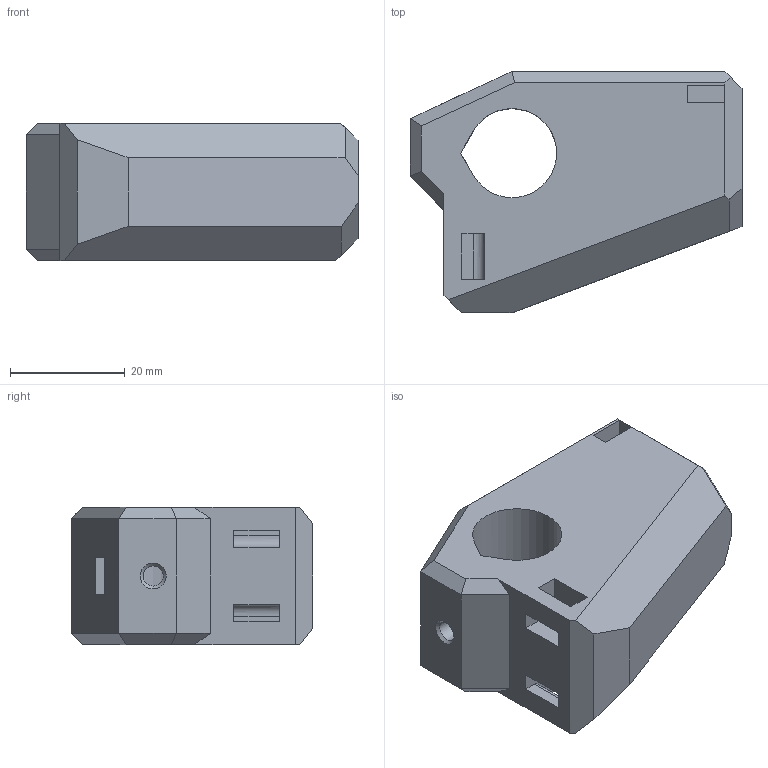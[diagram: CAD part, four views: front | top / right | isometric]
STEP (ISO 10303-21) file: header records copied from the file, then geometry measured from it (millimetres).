
FILE_DESCRIPTION(/* description */ ('STEP AP242','CAx-IF Rec.Pracs.---Representation and Presentation of Product Manufacturing Information (PMI)---4.0---2014-10-13','CAx-IF Rec.Pracs.---3D Tessellated Geometry---0.4---2014-09-14','2;1'),/* implementation_level */ '2;1');
FILE_NAME(/* name */ '680041441409cc4afc0e6075',/* time_stamp */ '2025-04-16T23:46:12Z',/* author */ (''),/* organization */ (''),/* preprocessor_version */ 'ST-DEVELOPER v20',/* originating_system */ 'ONSHAPE BY PTC INC, 1.196',/* authorisation */ ' ');
FILE_SCHEMA (('AP242_MANAGED_MODEL_BASED_3D_ENGINEERING_MIM_LF { 1 0 10303 442 1 1 4 }'));
Length unit declared in the file: metre
Products named in the file (1): Rod Block
Bounding box: 57.75 x 42 x 24 mm (x, y, z)
Volume: 36602.5 mm3; surface area: 9738.8 mm2
Topology: 1 solids, 1 shells, 61 faces, 166 edges, 108 vertices
Faces by surface type: plane 51, cylinder 7, bspline 2, cone 1
Full cylindrical faces by diameter (mm): 3.2 x1, 3.5 x2, 8.15 x1
Entity records: 1949 total; most frequent: CARTESIAN_POINT 403, ORIENTED_EDGE 318, DIRECTION 287, EDGE_CURVE 159, LINE 135, VECTOR 135, VERTEX_POINT 106, EDGE_LOOP 79
